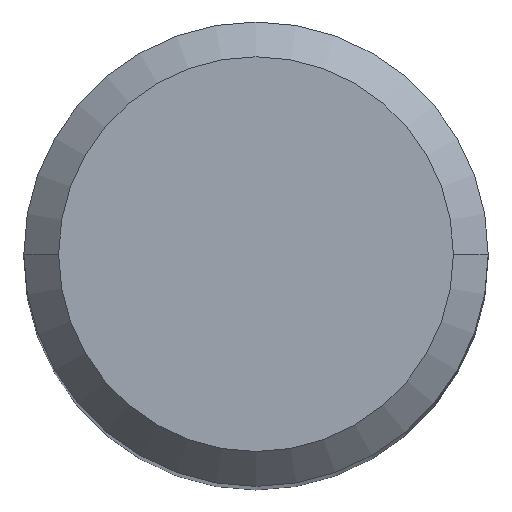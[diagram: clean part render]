
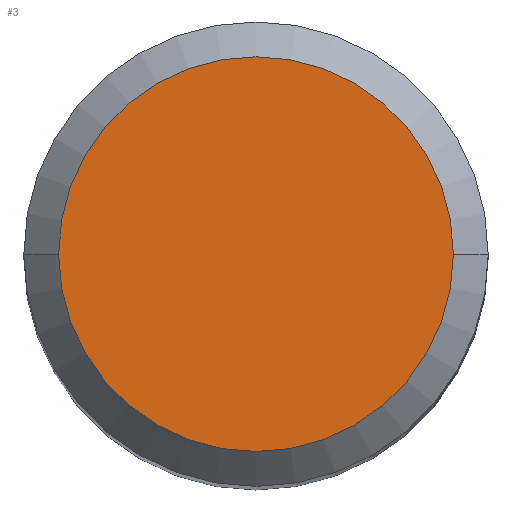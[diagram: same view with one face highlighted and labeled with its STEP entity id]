
A CAD part, top view. The second image highlights one B-rep face of the part: STEP entity #3.
In plain terms, the highlighted planar face has unit normal (0, 0, 1).
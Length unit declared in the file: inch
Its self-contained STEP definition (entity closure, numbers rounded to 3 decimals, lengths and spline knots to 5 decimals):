
#3 = ADVANCED_FACE ( 'NONE', ( #32 ), #459, .F. ) ;
#6 = EDGE_CURVE ( 'NONE', #347, #252, #101, .T. ) ;
#13 = EDGE_CURVE ( 'NONE', #252, #347, #451, .T. ) ;
#16 = ORIENTED_EDGE ( 'NONE', *, *, #6, .T. ) ;
#29 = DIRECTION ( 'NONE',  ( 0., 0., -1. ) ) ;
#32 = FACE_OUTER_BOUND ( 'NONE', #50, .T. ) ;
#50 = EDGE_LOOP ( 'NONE', ( #341, #16 ) ) ;
#56 = DIRECTION ( 'NONE',  ( 0., 0., 1. ) ) ;
#101 = CIRCLE ( 'NONE', #108, 0.16732 ) ;
#104 = CARTESIAN_POINT ( 'NONE',  ( 0., 0., 0. ) ) ;
#108 = AXIS2_PLACEMENT_3D ( 'NONE', #171, #56, #352 ) ;
#113 = AXIS2_PLACEMENT_3D ( 'NONE', #173, #29, #167 ) ;
#129 = DIRECTION ( 'NONE',  ( 0., 0., 1. ) ) ;
#167 = DIRECTION ( 'NONE',  ( -1., 0., 0. ) ) ;
#171 = CARTESIAN_POINT ( 'NONE',  ( 0., 0., 0. ) ) ;
#173 = CARTESIAN_POINT ( 'NONE',  ( 0., 0., 0. ) ) ;
#201 = DIRECTION ( 'NONE',  ( 1., 0., 0. ) ) ;
#252 = VERTEX_POINT ( 'NONE', #334 ) ;
#334 = CARTESIAN_POINT ( 'NONE',  ( -0.16732, 0., 0. ) ) ;
#341 = ORIENTED_EDGE ( 'NONE', *, *, #13, .T. ) ;
#347 = VERTEX_POINT ( 'NONE', #414 ) ;
#352 = DIRECTION ( 'NONE',  ( 1., 0., 0. ) ) ;
#414 = CARTESIAN_POINT ( 'NONE',  ( 0.16732, 0., 0. ) ) ;
#421 = AXIS2_PLACEMENT_3D ( 'NONE', #104, #129, #201 ) ;
#451 = CIRCLE ( 'NONE', #421, 0.16732 ) ;
#459 = PLANE ( 'NONE',  #113 ) ;
